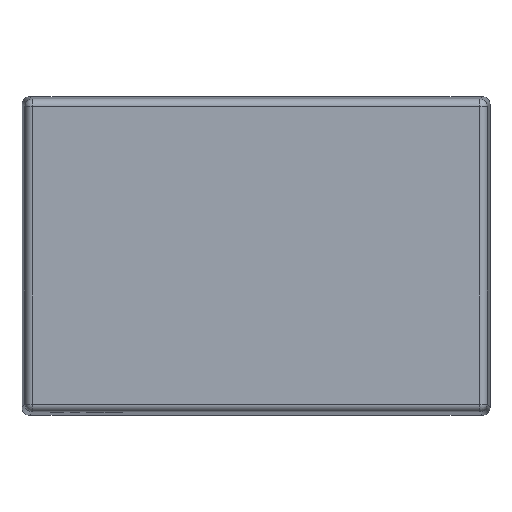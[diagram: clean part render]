
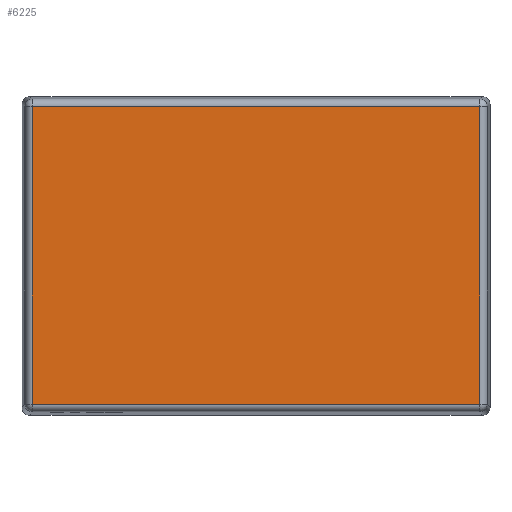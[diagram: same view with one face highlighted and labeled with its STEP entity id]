
A CAD part, top view. The second image highlights one B-rep face of the part: STEP entity #6225.
In plain terms, the highlighted planar face has unit normal (0, 0, 1).
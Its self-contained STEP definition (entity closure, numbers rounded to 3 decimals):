
#486=FACE_OUTER_BOUND('',#838,.T.);
#838=EDGE_LOOP('',(#4969,#4970,#4971,#4972));
#1467=LINE('',#10085,#2168);
#1471=LINE('',#10105,#2172);
#1473=LINE('',#10108,#2174);
#1475=LINE('',#10111,#2176);
#2168=VECTOR('',#7642,10.);
#2172=VECTOR('',#7668,10.);
#2174=VECTOR('',#7672,10.);
#2176=VECTOR('',#7676,10.);
#2825=VERTEX_POINT('',#10067);
#2827=VERTEX_POINT('',#10076);
#2830=VERTEX_POINT('',#10088);
#2833=VERTEX_POINT('',#10098);
#3577=EDGE_CURVE('',#2825,#2827,#1467,.T.);
#3587=EDGE_CURVE('',#2827,#2833,#1471,.T.);
#3589=EDGE_CURVE('',#2833,#2830,#1473,.T.);
#3591=EDGE_CURVE('',#2830,#2825,#1475,.T.);
#4969=ORIENTED_EDGE('',*,*,#3577,.F.);
#4970=ORIENTED_EDGE('',*,*,#3591,.F.);
#4971=ORIENTED_EDGE('',*,*,#3589,.F.);
#4972=ORIENTED_EDGE('',*,*,#3587,.F.);
#5845=PLANE('',#6706);
#6225=ADVANCED_FACE('',(#486),#5845,.T.);
#6706=AXIS2_PLACEMENT_3D('',#10114,#7681,#7682);
#7642=DIRECTION('',(0.,-1.,0.));
#7668=DIRECTION('',(-1.,0.,0.));
#7672=DIRECTION('',(0.,1.,0.));
#7676=DIRECTION('',(1.,0.,0.));
#7681=DIRECTION('center_axis',(0.,0.,1.));
#7682=DIRECTION('ref_axis',(1.,0.,0.));
#10067=CARTESIAN_POINT('',(15.194,10.234,11.3));
#10076=CARTESIAN_POINT('',(15.194,0.346,11.3));
#10085=CARTESIAN_POINT('',(15.194,7.935,11.3));
#10088=CARTESIAN_POINT('',(0.346,10.234,11.3));
#10098=CARTESIAN_POINT('',(0.346,0.346,11.3));
#10105=CARTESIAN_POINT('',(11.655,0.346,11.3));
#10108=CARTESIAN_POINT('',(0.346,2.645,11.3));
#10111=CARTESIAN_POINT('',(3.885,10.234,11.3));
#10114=CARTESIAN_POINT('Origin',(7.77,5.29,11.3));
